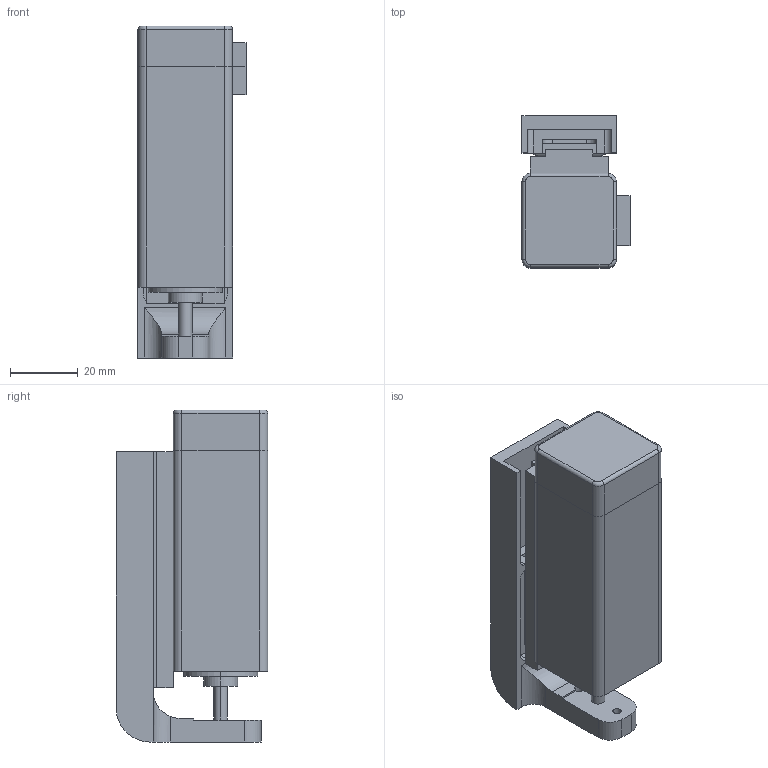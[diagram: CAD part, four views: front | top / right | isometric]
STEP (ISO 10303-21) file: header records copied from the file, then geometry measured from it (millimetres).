
FILE_DESCRIPTION (( 'STEP AP203' ), '1' );
FILE_NAME ('RM-MPLA-11-30-2-C-L-A 峚倰す怢芢裝.STEP', '2021-12-16T10:44:14', ( '' ), ( '' ), 'SwSTEP 2.0', 'SolidWorks 2019', '' );
FILE_SCHEMA (( 'CONFIG_CONTROL_DESIGN' ));
Length unit declared in the file: millimetre
Products named in the file (5): 4; 2; 3; RM-MPLA-11-30-2-C-L-A 峚倰す怢芢裝; 1
Assembly tree (4 placements, depth 2):
  RM-MPLA-11-30-2-C-L-A 峚倰す怢芢裝
    1
    2
    3
    4
Bounding box: 32 x 45 x 98.35 mm (x, y, z)
Volume: 84784 mm3; surface area: 26264.2 mm2
Topology: 4 solids, 4 shells, 271 faces, 721 edges, 468 vertices
Faces by surface type: plane 127, cylinder 114, cone 26, torus 4
Entity records: 9103 total; most frequent: CARTESIAN_POINT 1646, DIRECTION 1505, ORIENTED_EDGE 1426, EDGE_CURVE 713, AXIS2_PLACEMENT_3D 540, VERTEX_POINT 468, VECTOR 425, LINE 425
